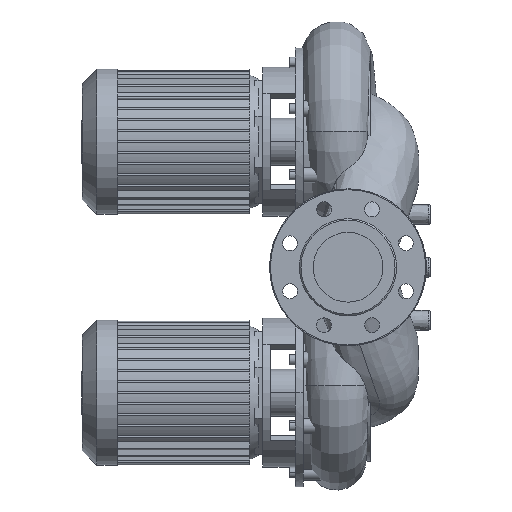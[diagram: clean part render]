
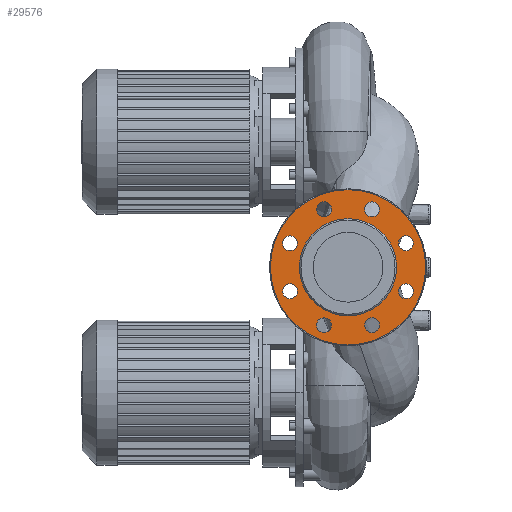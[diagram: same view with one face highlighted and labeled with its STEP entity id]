
A CAD part, left-side view. The second image highlights one B-rep face of the part: STEP entity #29576.
In plain terms, the highlighted free-form (B-spline) face has degree [1, 1] with [2, 2] control points.
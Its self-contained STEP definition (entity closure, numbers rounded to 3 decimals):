
#28507=CARTESIAN_POINT('',(2.,0.,-99.));
#28508=VERTEX_POINT('',#28507);
#28524=CARTESIAN_POINT('',(2.,0.,99.));
#28525=VERTEX_POINT('',#28524);
#28533=CARTESIAN_POINT('',(2.,-99.,0.0));
#28534=VERTEX_POINT('',#28533);
#28535=CARTESIAN_POINT('',(2.,0.,0.0));
#28536=DIRECTION('',(-1.0,0.0,0.0));
#28537=DIRECTION('',(0.0,-1.0,0.0));
#28538=AXIS2_PLACEMENT_3D('',#28535,#28536,#28537);
#28539=CIRCLE('',#28538,99.);
#28540=EDGE_CURVE('',#28534,#28525,#28539,.T.);
#28542=CARTESIAN_POINT('',(2.,0.,0.0));
#28543=DIRECTION('',(-1.0,0.0,0.0));
#28544=DIRECTION('',(0.0,-1.0,0.0));
#28545=AXIS2_PLACEMENT_3D('',#28542,#28543,#28544);
#28546=CIRCLE('',#28545,99.);
#28547=EDGE_CURVE('',#28508,#28534,#28546,.T.);
#28578=CARTESIAN_POINT('',(2.,-62.,0.0));
#28579=VERTEX_POINT('',#28578);
#28588=CARTESIAN_POINT('',(2.,62.,0.));
#28589=VERTEX_POINT('',#28588);
#28590=CARTESIAN_POINT('',(2.,0.,0.0));
#28591=DIRECTION('',(-1.0,0.0,0.0));
#28592=DIRECTION('',(0.0,-1.0,0.0));
#28593=AXIS2_PLACEMENT_3D('',#28590,#28591,#28592);
#28594=CIRCLE('',#28593,62.);
#28595=EDGE_CURVE('',#28579,#28589,#28594,.T.);
#28641=CARTESIAN_POINT('',(2.,-73.91,21.115));
#28642=VERTEX_POINT('',#28641);
#28651=CARTESIAN_POINT('',(2.,-73.91,40.115));
#28652=VERTEX_POINT('',#28651);
#28653=CARTESIAN_POINT('',(2.,-73.91,30.615));
#28654=DIRECTION('',(-1.0,0.0,0.0));
#28655=DIRECTION('',(0.0,0.0,-1.0));
#28656=AXIS2_PLACEMENT_3D('',#28653,#28654,#28655);
#28657=CIRCLE('',#28656,9.5);
#28658=EDGE_CURVE('',#28642,#28652,#28657,.T.);
#28704=CARTESIAN_POINT('',(2.,-37.332,67.193));
#28705=VERTEX_POINT('',#28704);
#28714=CARTESIAN_POINT('',(2.,-23.897,80.628));
#28715=VERTEX_POINT('',#28714);
#28716=CARTESIAN_POINT('',(2.,-30.615,73.91));
#28717=DIRECTION('',(-1.,0.,0.));
#28718=DIRECTION('',(0.,-0.707,-0.707));
#28719=AXIS2_PLACEMENT_3D('',#28716,#28717,#28718);
#28720=CIRCLE('',#28719,9.5);
#28721=EDGE_CURVE('',#28705,#28715,#28720,.T.);
#28767=CARTESIAN_POINT('',(2.,21.115,73.91));
#28768=VERTEX_POINT('',#28767);
#28777=CARTESIAN_POINT('',(2.,40.115,73.91));
#28778=VERTEX_POINT('',#28777);
#28779=CARTESIAN_POINT('',(2.,30.615,73.91));
#28780=DIRECTION('',(-1.0,0.0,0.0));
#28781=DIRECTION('',(0.0,-1.0,0.0));
#28782=AXIS2_PLACEMENT_3D('',#28779,#28780,#28781);
#28783=CIRCLE('',#28782,9.5);
#28784=EDGE_CURVE('',#28768,#28778,#28783,.T.);
#28830=CARTESIAN_POINT('',(2.,67.193,37.332));
#28831=VERTEX_POINT('',#28830);
#28840=CARTESIAN_POINT('',(2.,80.628,23.897));
#28841=VERTEX_POINT('',#28840);
#28842=CARTESIAN_POINT('',(2.,73.91,30.615));
#28843=DIRECTION('',(-1.,0.,0.));
#28844=DIRECTION('',(0.,-0.707,0.707));
#28845=AXIS2_PLACEMENT_3D('',#28842,#28843,#28844);
#28846=CIRCLE('',#28845,9.5);
#28847=EDGE_CURVE('',#28831,#28841,#28846,.T.);
#28893=CARTESIAN_POINT('',(2.,73.91,-21.115));
#28894=VERTEX_POINT('',#28893);
#28903=CARTESIAN_POINT('',(2.,73.91,-40.115));
#28904=VERTEX_POINT('',#28903);
#28905=CARTESIAN_POINT('',(2.,73.91,-30.615));
#28906=DIRECTION('',(-1.0,0.0,0.0));
#28907=DIRECTION('',(0.0,0.0,1.0));
#28908=AXIS2_PLACEMENT_3D('',#28905,#28906,#28907);
#28909=CIRCLE('',#28908,9.5);
#28910=EDGE_CURVE('',#28894,#28904,#28909,.T.);
#28956=CARTESIAN_POINT('',(2.,37.332,-67.193));
#28957=VERTEX_POINT('',#28956);
#28966=CARTESIAN_POINT('',(2.,23.897,-80.628));
#28967=VERTEX_POINT('',#28966);
#28968=CARTESIAN_POINT('',(2.,30.615,-73.91));
#28969=DIRECTION('',(-1.0,0.,0.));
#28970=DIRECTION('',(0.,0.707,0.707));
#28971=AXIS2_PLACEMENT_3D('',#28968,#28969,#28970);
#28972=CIRCLE('',#28971,9.5);
#28973=EDGE_CURVE('',#28957,#28967,#28972,.T.);
#29019=CARTESIAN_POINT('',(2.,-21.115,-73.91));
#29020=VERTEX_POINT('',#29019);
#29029=CARTESIAN_POINT('',(2.,-40.115,-73.91));
#29030=VERTEX_POINT('',#29029);
#29031=CARTESIAN_POINT('',(2.,-30.615,-73.91));
#29032=DIRECTION('',(-1.0,0.0,0.0));
#29033=DIRECTION('',(0.0,1.0,0.0));
#29034=AXIS2_PLACEMENT_3D('',#29031,#29032,#29033);
#29035=CIRCLE('',#29034,9.5);
#29036=EDGE_CURVE('',#29020,#29030,#29035,.T.);
#29082=CARTESIAN_POINT('',(2.,-67.193,-37.332));
#29083=VERTEX_POINT('',#29082);
#29092=CARTESIAN_POINT('',(2.,-80.628,-23.897));
#29093=VERTEX_POINT('',#29092);
#29094=CARTESIAN_POINT('',(2.,-73.91,-30.615));
#29095=DIRECTION('',(-1.0,0.,0.));
#29096=DIRECTION('',(0.,0.707,-0.707));
#29097=AXIS2_PLACEMENT_3D('',#29094,#29095,#29096);
#29098=CIRCLE('',#29097,9.5);
#29099=EDGE_CURVE('',#29083,#29093,#29098,.T.);
#29154=CARTESIAN_POINT('',(2.,-73.91,-30.615));
#29155=DIRECTION('',(-1.0,0.,0.));
#29156=DIRECTION('',(0.,0.707,-0.707));
#29157=AXIS2_PLACEMENT_3D('',#29154,#29155,#29156);
#29158=CIRCLE('',#29157,9.5);
#29159=EDGE_CURVE('',#29093,#29083,#29158,.T.);
#29199=CARTESIAN_POINT('',(2.,-30.615,-73.91));
#29200=DIRECTION('',(-1.0,0.0,0.0));
#29201=DIRECTION('',(0.0,1.0,0.0));
#29202=AXIS2_PLACEMENT_3D('',#29199,#29200,#29201);
#29203=CIRCLE('',#29202,9.5);
#29204=EDGE_CURVE('',#29030,#29020,#29203,.T.);
#29244=CARTESIAN_POINT('',(2.,30.615,-73.91));
#29245=DIRECTION('',(-1.0,0.,0.));
#29246=DIRECTION('',(0.,0.707,0.707));
#29247=AXIS2_PLACEMENT_3D('',#29244,#29245,#29246);
#29248=CIRCLE('',#29247,9.5);
#29249=EDGE_CURVE('',#28967,#28957,#29248,.T.);
#29289=CARTESIAN_POINT('',(2.,73.91,-30.615));
#29290=DIRECTION('',(-1.0,0.0,0.0));
#29291=DIRECTION('',(0.0,0.0,1.0));
#29292=AXIS2_PLACEMENT_3D('',#29289,#29290,#29291);
#29293=CIRCLE('',#29292,9.5);
#29294=EDGE_CURVE('',#28904,#28894,#29293,.T.);
#29334=CARTESIAN_POINT('',(2.,73.91,30.615));
#29335=DIRECTION('',(-1.,0.,0.));
#29336=DIRECTION('',(0.,-0.707,0.707));
#29337=AXIS2_PLACEMENT_3D('',#29334,#29335,#29336);
#29338=CIRCLE('',#29337,9.5);
#29339=EDGE_CURVE('',#28841,#28831,#29338,.T.);
#29379=CARTESIAN_POINT('',(2.,30.615,73.91));
#29380=DIRECTION('',(-1.0,0.0,0.0));
#29381=DIRECTION('',(0.0,-1.0,0.0));
#29382=AXIS2_PLACEMENT_3D('',#29379,#29380,#29381);
#29383=CIRCLE('',#29382,9.5);
#29384=EDGE_CURVE('',#28778,#28768,#29383,.T.);
#29424=CARTESIAN_POINT('',(2.,-30.615,73.91));
#29425=DIRECTION('',(-1.,0.,0.));
#29426=DIRECTION('',(0.,-0.707,-0.707));
#29427=AXIS2_PLACEMENT_3D('',#29424,#29425,#29426);
#29428=CIRCLE('',#29427,9.5);
#29429=EDGE_CURVE('',#28715,#28705,#29428,.T.);
#29469=CARTESIAN_POINT('',(2.,-73.91,30.615));
#29470=DIRECTION('',(-1.0,0.0,0.0));
#29471=DIRECTION('',(0.0,0.0,-1.0));
#29472=AXIS2_PLACEMENT_3D('',#29469,#29470,#29471);
#29473=CIRCLE('',#29472,9.5);
#29474=EDGE_CURVE('',#28652,#28642,#29473,.T.);
#29514=CARTESIAN_POINT('',(2.,0.,0.0));
#29515=DIRECTION('',(-1.0,0.0,0.0));
#29516=DIRECTION('',(0.0,-1.0,0.0));
#29517=AXIS2_PLACEMENT_3D('',#29514,#29515,#29516);
#29518=CIRCLE('',#29517,62.);
#29519=EDGE_CURVE('',#28589,#28579,#29518,.T.);
#29524=CARTESIAN_POINT('',(2.,-99.,-99.));
#29525=CARTESIAN_POINT('',(2.,-99.,99.));
#29526=CARTESIAN_POINT('',(2.,99.,-99.));
#29527=CARTESIAN_POINT('',(2.,99.,99.));
#29528=B_SPLINE_SURFACE_WITH_KNOTS('',1,1,((#29524,#29526),(#29525,#29527)),.UNSPECIFIED.,.F.,.F.,.U.,(2,2),(2,2),(0.0,198.),(0.0,198.),.UNSPECIFIED.);
#29529=ORIENTED_EDGE('',*,*,#28540,.T.);
#29530=CARTESIAN_POINT('',(2.,0.,0.0));
#29531=DIRECTION('',(-1.0,0.0,0.0));
#29532=DIRECTION('',(0.0,-1.0,0.0));
#29533=AXIS2_PLACEMENT_3D('',#29530,#29531,#29532);
#29534=CIRCLE('',#29533,99.);
#29535=EDGE_CURVE('',#28525,#28508,#29534,.T.);
#29536=ORIENTED_EDGE('',*,*,#29535,.T.);
#29537=ORIENTED_EDGE('',*,*,#28547,.T.);
#29538=EDGE_LOOP('',(#29529,#29536,#29537));
#29539=FACE_OUTER_BOUND('',#29538,.T.);
#29540=ORIENTED_EDGE('',*,*,#29159,.F.);
#29541=ORIENTED_EDGE('',*,*,#29099,.F.);
#29542=EDGE_LOOP('',(#29540,#29541));
#29543=FACE_BOUND('',#29542,.T.);
#29544=ORIENTED_EDGE('',*,*,#29204,.F.);
#29545=ORIENTED_EDGE('',*,*,#29036,.F.);
#29546=EDGE_LOOP('',(#29544,#29545));
#29547=FACE_BOUND('',#29546,.T.);
#29548=ORIENTED_EDGE('',*,*,#29249,.F.);
#29549=ORIENTED_EDGE('',*,*,#28973,.F.);
#29550=EDGE_LOOP('',(#29548,#29549));
#29551=FACE_BOUND('',#29550,.T.);
#29552=ORIENTED_EDGE('',*,*,#29294,.F.);
#29553=ORIENTED_EDGE('',*,*,#28910,.F.);
#29554=EDGE_LOOP('',(#29552,#29553));
#29555=FACE_BOUND('',#29554,.T.);
#29556=ORIENTED_EDGE('',*,*,#29339,.F.);
#29557=ORIENTED_EDGE('',*,*,#28847,.F.);
#29558=EDGE_LOOP('',(#29556,#29557));
#29559=FACE_BOUND('',#29558,.T.);
#29560=ORIENTED_EDGE('',*,*,#29384,.F.);
#29561=ORIENTED_EDGE('',*,*,#28784,.F.);
#29562=EDGE_LOOP('',(#29560,#29561));
#29563=FACE_BOUND('',#29562,.T.);
#29564=ORIENTED_EDGE('',*,*,#29429,.F.);
#29565=ORIENTED_EDGE('',*,*,#28721,.F.);
#29566=EDGE_LOOP('',(#29564,#29565));
#29567=FACE_BOUND('',#29566,.T.);
#29568=ORIENTED_EDGE('',*,*,#29474,.F.);
#29569=ORIENTED_EDGE('',*,*,#28658,.F.);
#29570=EDGE_LOOP('',(#29568,#29569));
#29571=FACE_BOUND('',#29570,.T.);
#29572=ORIENTED_EDGE('',*,*,#28595,.F.);
#29573=ORIENTED_EDGE('',*,*,#29519,.F.);
#29574=EDGE_LOOP('',(#29572,#29573));
#29575=FACE_BOUND('',#29574,.T.);
#29576=ADVANCED_FACE('',(#29539,#29543,#29547,#29551,#29555,#29559,#29563,#29567,#29571,#29575),#29528,.T.);
